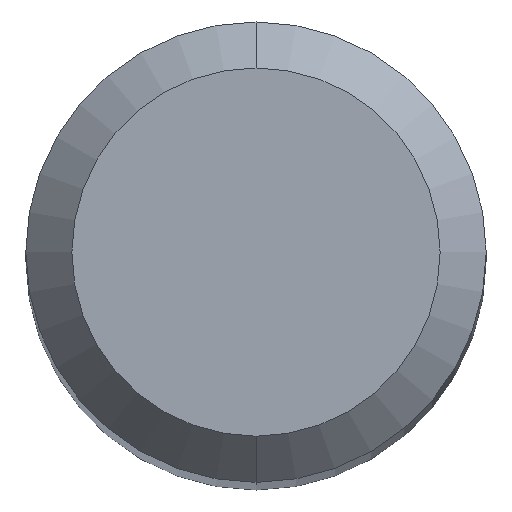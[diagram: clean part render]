
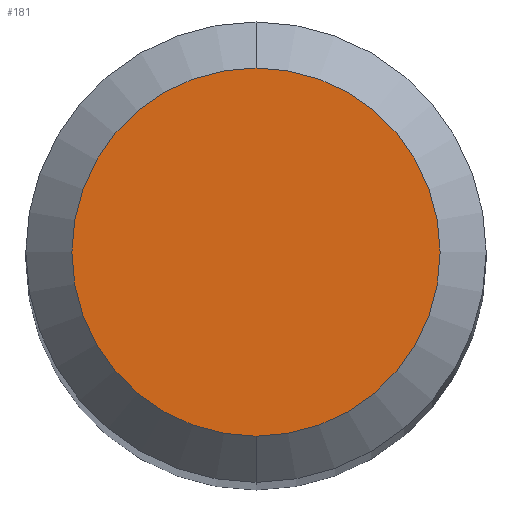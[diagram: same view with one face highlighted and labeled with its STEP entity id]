
A CAD part, top view. The second image highlights one B-rep face of the part: STEP entity #181.
In plain terms, the highlighted planar face has unit normal (0, 0, 1).
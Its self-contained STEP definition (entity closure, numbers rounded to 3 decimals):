
#181=ADVANCED_FACE('',(#488),#489,.T.);
#239=VERTEX_POINT('',#553);
#363=EDGE_CURVE('',#239,#441,#690,.T.);
#365=EDGE_CURVE('',#441,#239,#692,.T.);
#441=VERTEX_POINT('',#774);
#488=FACE_OUTER_BOUND('',#820,.T.);
#489=PLANE('',#821);
#553=CARTESIAN_POINT('',(0.0,1.2,0.0));
#690=CIRCLE('',#1231,1.2);
#692=CIRCLE('',#1234,1.2);
#774=CARTESIAN_POINT('',(0.,-1.2,0.0));
#820=EDGE_LOOP('',(#1450,#1451));
#821=AXIS2_PLACEMENT_3D('',#1452,#1453,#1454);
#1231=AXIS2_PLACEMENT_3D('',#1679,#1680,#1681);
#1234=AXIS2_PLACEMENT_3D('',#1682,#1683,#1684);
#1450=ORIENTED_EDGE('',*,*,#363,.F.);
#1451=ORIENTED_EDGE('',*,*,#365,.F.);
#1452=CARTESIAN_POINT('',(0.0,0.6,0.0));
#1453=DIRECTION('',(-0.0,0.0,1.0));
#1454=DIRECTION('',(0.0,-1.0,0.0));
#1679=CARTESIAN_POINT('',(0.0,0.0,0.0));
#1680=DIRECTION('',(0.0,0.0,-1.0));
#1681=DIRECTION('',(0.0,1.0,0.0));
#1682=CARTESIAN_POINT('',(0.0,0.0,0.0));
#1683=DIRECTION('',(0.0,0.0,-1.0));
#1684=DIRECTION('',(0.0,1.0,0.0));
